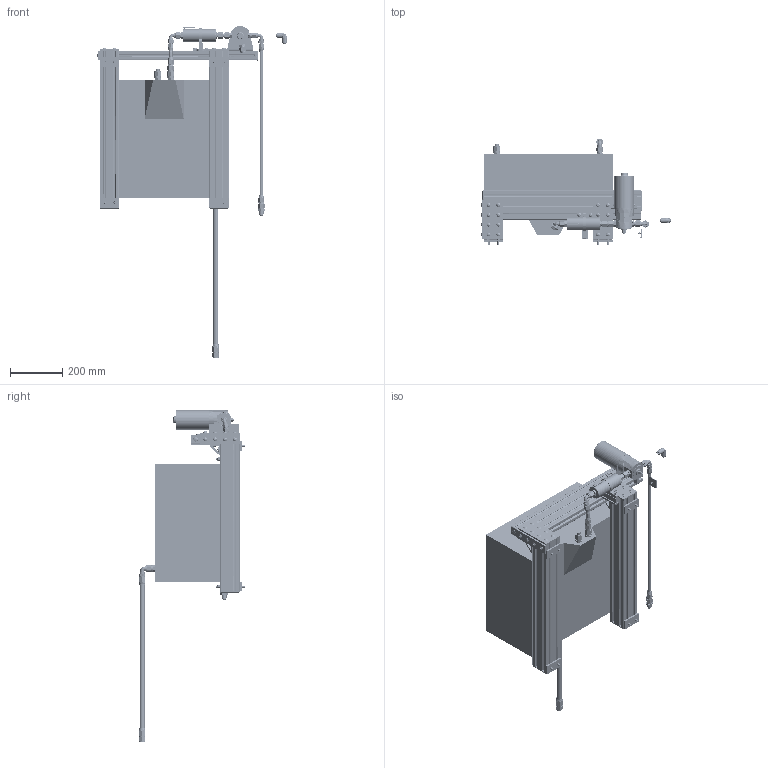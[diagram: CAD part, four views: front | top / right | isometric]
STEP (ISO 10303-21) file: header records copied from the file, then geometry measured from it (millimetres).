
FILE_DESCRIPTION(('FreeCAD Model'),'2;1');
FILE_NAME('Open CASCADE Shape Model','2025-04-27T13:02:57',('FreeCAD'),( 'FreeCAD'),'Open CASCADE STEP processor 7.6','FreeCAD','Unknown');
FILE_SCHEMA(('AUTOMOTIVE_DESIGN { 1 0 10303 214 1 1 1 1 }'));
Products named in the file (1): Open CASCADE STEP translator 7.6 1
Bounding box: 725.47 x 406.01 x 1267.48 mm (x, y, z)
Volume: 8971627.3 mm3; surface area: 4330028.5 mm2
Topology: 143 solids, 143 shells, 8295 faces, 22272 edges, 14096 vertices
Faces by surface type: bspline 8295
Entity records: 322444 total; most frequent: CARTESIAN_POINT 196881, ORIENTED_EDGE 44340, EDGE_CURVE 22170, B_SPLINE_CURVE_WITH_KNOTS 15880, VERTEX_POINT 14096, FACE_BOUND 8834, EDGE_LOOP 8834, ADVANCED_FACE 8295
